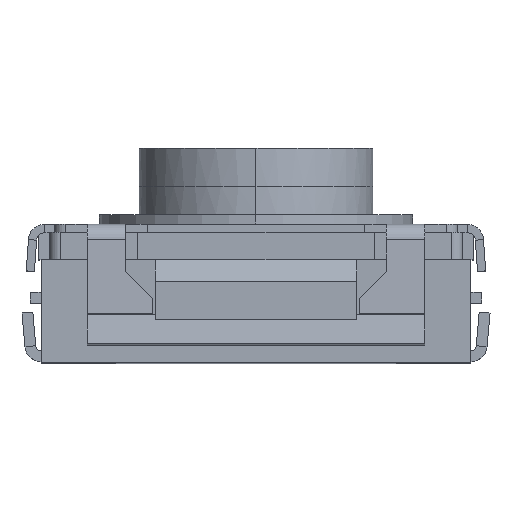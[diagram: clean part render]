
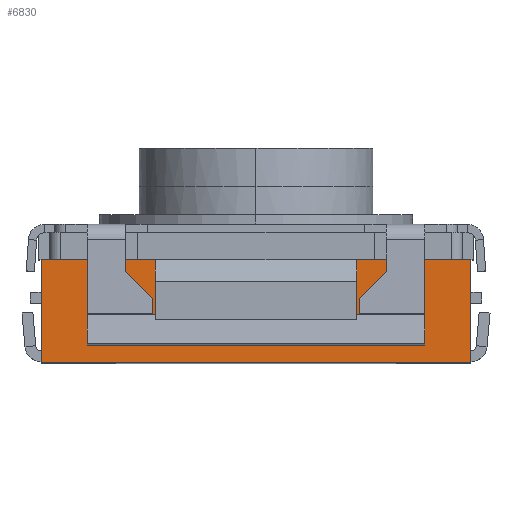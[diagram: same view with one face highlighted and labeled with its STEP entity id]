
A CAD part, top view. The second image highlights one B-rep face of the part: STEP entity #6830.
In plain terms, the highlighted planar face has unit normal (0, 0, 1).
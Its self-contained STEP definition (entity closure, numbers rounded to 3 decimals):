
#144 = DIRECTION ( 'NONE',  ( -1., 0., 0. ) ) ;
#151 = DIRECTION ( 'NONE',  ( 0., -1., 0. ) ) ;
#153 = CARTESIAN_POINT ( 'NONE',  ( 1.85, 0.9, 3.8 ) ) ;
#159 = CARTESIAN_POINT ( 'NONE',  ( 0., 1.9, 3.8 ) ) ;
#162 = DIRECTION ( 'NONE',  ( 0., -1., 0. ) ) ;
#166 = CARTESIAN_POINT ( 'NONE',  ( 0., 1.9, 3.8 ) ) ;
#174 = CARTESIAN_POINT ( 'NONE',  ( -3.95, 1.9, 3.8 ) ) ;
#176 = DIRECTION ( 'NONE',  ( 0., -1., 0. ) ) ;
#178 = CARTESIAN_POINT ( 'NONE',  ( 0., 0., 3.8 ) ) ;
#179 = CARTESIAN_POINT ( 'NONE',  ( 0., 1.9, 3.8 ) ) ;
#182 = DIRECTION ( 'NONE',  ( 1., 0., 0. ) ) ;
#189 = DIRECTION ( 'NONE',  ( 1., 0., 0. ) ) ;
#193 = DIRECTION ( 'NONE',  ( -1., 0., 0. ) ) ;
#195 = DIRECTION ( 'NONE',  ( -1., 0., 0. ) ) ;
#196 = CARTESIAN_POINT ( 'NONE',  ( 0., 1.9, 3.8 ) ) ;
#1087 = EDGE_CURVE ( 'NONE', #8827, #8993, #4480, .T. ) ;
#1089 = EDGE_CURVE ( 'NONE', #9049, #9026, #4484, .T. ) ;
#1093 = EDGE_CURVE ( 'NONE', #9095, #8752, #4544, .T. ) ;
#1096 = EDGE_CURVE ( 'NONE', #8752, #8827, #4477, .T. ) ;
#1100 = EDGE_CURVE ( 'NONE', #8327, #8184, #10202, .T. ) ;
#1101 = EDGE_CURVE ( 'NONE', #9049, #9095, #10140, .T. ) ;
#1103 = EDGE_CURVE ( 'NONE', #8759, #9196, #10154, .T. ) ;
#1104 = EDGE_CURVE ( 'NONE', #8759, #8327, #10198, .T. ) ;
#1107 = EDGE_CURVE ( 'NONE', #9026, #9196, #10153, .T. ) ;
#3219 = CARTESIAN_POINT ( 'NONE',  ( -1.85, 1.9, 3.8 ) ) ;
#3262 = CARTESIAN_POINT ( 'NONE',  ( -2.175, 1.9, 3.8 ) ) ;
#3381 = CARTESIAN_POINT ( 'NONE',  ( 0., 1.9, 3.8 ) ) ;
#3396 = DIRECTION ( 'NONE',  ( 1., 0., 0. ) ) ;
#3407 = DIRECTION ( 'NONE',  ( 0., 0., -1. ) ) ;
#3487 = FACE_OUTER_BOUND ( 'NONE', #4856, .T. ) ;
#4441 = VECTOR ( 'NONE', #7084, 1000. ) ;
#4458 = VECTOR ( 'NONE', #151, 1000. ) ;
#4477 = LINE ( 'NONE', #153, #10151 ) ;
#4480 = LINE ( 'NONE', #7068, #4441 ) ;
#4484 = LINE ( 'NONE', #7072, #4458 ) ;
#4544 = LINE ( 'NONE', #159, #4546 ) ;
#4546 = VECTOR ( 'NONE', #144, 1000. ) ;
#4856 = EDGE_LOOP ( 'NONE', ( #8378, #8366, #8985, #9198, #8457, #9046, #9144, #8285, #8147, #9032 ) ) ;
#5900 = LINE ( 'NONE', #7528, #5906 ) ;
#5906 = VECTOR ( 'NONE', #7537, 1000. ) ;
#6830 = ADVANCED_FACE ( 'NONE', ( #3487 ), #7939, .F. ) ;
#7068 = CARTESIAN_POINT ( 'NONE',  ( 1.85, 0.9, 3.8 ) ) ;
#7072 = CARTESIAN_POINT ( 'NONE',  ( 3.95, 1.9, 3.8 ) ) ;
#7084 = DIRECTION ( 'NONE',  ( -1., 0., 0. ) ) ;
#7528 = CARTESIAN_POINT ( 'NONE',  ( -1.85, 0.9, 3.8 ) ) ;
#7537 = DIRECTION ( 'NONE',  ( 0., -1., 0. ) ) ;
#7939 = PLANE ( 'NONE',  #11540 ) ;
#8147 = ORIENTED_EDGE ( 'NONE', *, *, #1093, .T. ) ;
#8184 = VERTEX_POINT ( 'NONE', #3219 ) ;
#8285 = ORIENTED_EDGE ( 'NONE', *, *, #1101, .T. ) ;
#8327 = VERTEX_POINT ( 'NONE', #3262 ) ;
#8366 = ORIENTED_EDGE ( 'NONE', *, *, #12321, .F. ) ;
#8378 = ORIENTED_EDGE ( 'NONE', *, *, #1087, .T. ) ;
#8457 = ORIENTED_EDGE ( 'NONE', *, *, #1103, .T. ) ;
#8752 = VERTEX_POINT ( 'NONE', #10221 ) ;
#8759 = VERTEX_POINT ( 'NONE', #10226 ) ;
#8827 = VERTEX_POINT ( 'NONE', #10240 ) ;
#8985 = ORIENTED_EDGE ( 'NONE', *, *, #1100, .F. ) ;
#8993 = VERTEX_POINT ( 'NONE', #10291 ) ;
#9026 = VERTEX_POINT ( 'NONE', #10313 ) ;
#9032 = ORIENTED_EDGE ( 'NONE', *, *, #1096, .T. ) ;
#9046 = ORIENTED_EDGE ( 'NONE', *, *, #1107, .F. ) ;
#9049 = VERTEX_POINT ( 'NONE', #10325 ) ;
#9095 = VERTEX_POINT ( 'NONE', #10360 ) ;
#9144 = ORIENTED_EDGE ( 'NONE', *, *, #1089, .F. ) ;
#9196 = VERTEX_POINT ( 'NONE', #10414 ) ;
#9198 = ORIENTED_EDGE ( 'NONE', *, *, #1104, .F. ) ;
#10140 = LINE ( 'NONE', #166, #10176 ) ;
#10151 = VECTOR ( 'NONE', #162, 1000. ) ;
#10153 = LINE ( 'NONE', #178, #10162 ) ;
#10154 = LINE ( 'NONE', #174, #10172 ) ;
#10162 = VECTOR ( 'NONE', #193, 1000. ) ;
#10165 = VECTOR ( 'NONE', #189, 1000. ) ;
#10172 = VECTOR ( 'NONE', #176, 1000. ) ;
#10176 = VECTOR ( 'NONE', #195, 1000. ) ;
#10193 = VECTOR ( 'NONE', #182, 1000. ) ;
#10198 = LINE ( 'NONE', #179, #10193 ) ;
#10202 = LINE ( 'NONE', #196, #10165 ) ;
#10221 = CARTESIAN_POINT ( 'NONE',  ( 1.85, 1.9, 3.8 ) ) ;
#10226 = CARTESIAN_POINT ( 'NONE',  ( -3.95, 1.9, 3.8 ) ) ;
#10240 = CARTESIAN_POINT ( 'NONE',  ( 1.85, 0.9, 3.8 ) ) ;
#10291 = CARTESIAN_POINT ( 'NONE',  ( -1.85, 0.9, 3.8 ) ) ;
#10313 = CARTESIAN_POINT ( 'NONE',  ( 3.95, 0., 3.8 ) ) ;
#10325 = CARTESIAN_POINT ( 'NONE',  ( 3.95, 1.9, 3.8 ) ) ;
#10360 = CARTESIAN_POINT ( 'NONE',  ( 2.175, 1.9, 3.8 ) ) ;
#10414 = CARTESIAN_POINT ( 'NONE',  ( -3.95, 0., 3.8 ) ) ;
#11540 = AXIS2_PLACEMENT_3D ( 'NONE', #3381, #3407, #3396 ) ;
#12321 = EDGE_CURVE ( 'NONE', #8184, #8993, #5900, .T. ) ;
